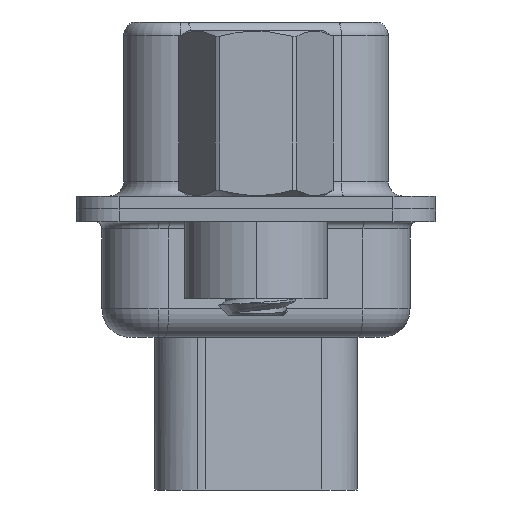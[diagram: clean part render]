
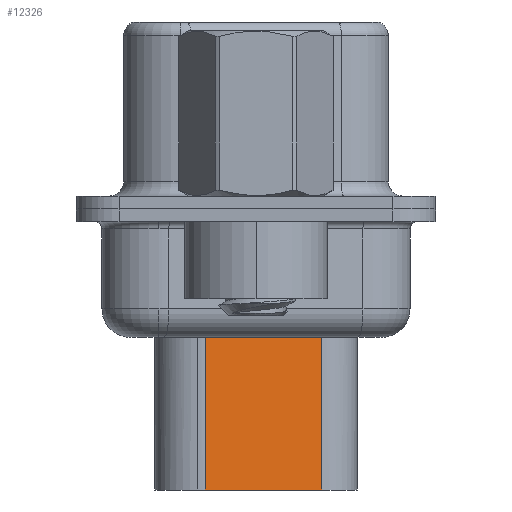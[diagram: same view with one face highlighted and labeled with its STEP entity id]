
A CAD part, left-side view. The second image highlights one B-rep face of the part: STEP entity #12326.
In plain terms, the highlighted planar face has unit normal (-0.985, -0.174, 0).
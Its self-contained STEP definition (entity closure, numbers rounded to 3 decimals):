
#507 = VECTOR ( 'NONE', #23817, 1000. ) ;
#1174 = EDGE_CURVE ( 'NONE', #4134, #3951, #21403, .T. ) ;
#1856 = CARTESIAN_POINT ( 'NONE',  ( 4.519, 1.78, -9.85 ) ) ;
#3327 = DIRECTION ( 'NONE',  ( -0.174, 0.985, 0. ) ) ;
#3951 = VERTEX_POINT ( 'NONE', #1856 ) ;
#4134 = VERTEX_POINT ( 'NONE', #11021 ) ;
#4365 = CARTESIAN_POINT ( 'NONE',  ( 5.238, -2.3, -3.1 ) ) ;
#4509 = LINE ( 'NONE', #4365, #507 ) ;
#4613 = CARTESIAN_POINT ( 'NONE',  ( 4.519, 1.78, -3.1 ) ) ;
#7580 = EDGE_LOOP ( 'NONE', ( #13302, #25830, #21771, #17779 ) ) ;
#7785 = CARTESIAN_POINT ( 'NONE',  ( 4.348, 2.749, -3.975 ) ) ;
#7974 = CARTESIAN_POINT ( 'NONE',  ( 4.519, 1.78, -3.1 ) ) ;
#10337 = PLANE ( 'NONE',  #10873 ) ;
#10420 = VERTEX_POINT ( 'NONE', #21036 ) ;
#10873 = AXIS2_PLACEMENT_3D ( 'NONE', #7974, #23098, #16292 ) ;
#11021 = CARTESIAN_POINT ( 'NONE',  ( 4.519, 1.78, -3.975 ) ) ;
#11685 = LINE ( 'NONE', #7785, #19955 ) ;
#11703 = VERTEX_POINT ( 'NONE', #17086 ) ;
#11956 = VECTOR ( 'NONE', #25999, 1000. ) ;
#12326 = ADVANCED_FACE ( 'NONE', ( #18652 ), #10337, .T. ) ;
#13302 = ORIENTED_EDGE ( 'NONE', *, *, #19981, .F. ) ;
#16292 = DIRECTION ( 'NONE',  ( 0.174, -0.985, 0. ) ) ;
#17086 = CARTESIAN_POINT ( 'NONE',  ( 5.238, -2.3, -9.85 ) ) ;
#17779 = ORIENTED_EDGE ( 'NONE', *, *, #26889, .F. ) ;
#18413 = EDGE_CURVE ( 'NONE', #10420, #4134, #11685, .T. ) ;
#18652 = FACE_OUTER_BOUND ( 'NONE', #7580, .T. ) ;
#18813 = DIRECTION ( 'NONE',  ( -0.174, 0.985, 0. ) ) ;
#19955 = VECTOR ( 'NONE', #3327, 1000. ) ;
#19981 = EDGE_CURVE ( 'NONE', #10420, #11703, #4509, .T. ) ;
#21036 = CARTESIAN_POINT ( 'NONE',  ( 5.238, -2.3, -3.975 ) ) ;
#21403 = LINE ( 'NONE', #4613, #11956 ) ;
#21771 = ORIENTED_EDGE ( 'NONE', *, *, #1174, .T. ) ;
#23098 = DIRECTION ( 'NONE',  ( -0.985, -0.174, 0. ) ) ;
#23817 = DIRECTION ( 'NONE',  ( 0., 0., -1. ) ) ;
#24932 = CARTESIAN_POINT ( 'NONE',  ( 4.519, 1.78, -9.85 ) ) ;
#25830 = ORIENTED_EDGE ( 'NONE', *, *, #18413, .T. ) ;
#25999 = DIRECTION ( 'NONE',  ( 0., 0., -1. ) ) ;
#26342 = VECTOR ( 'NONE', #18813, 1000. ) ;
#26889 = EDGE_CURVE ( 'NONE', #11703, #3951, #27163, .T. ) ;
#27163 = LINE ( 'NONE', #24932, #26342 ) ;
